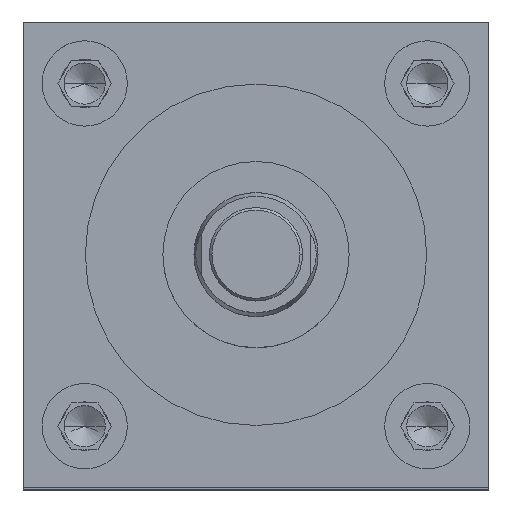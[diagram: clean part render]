
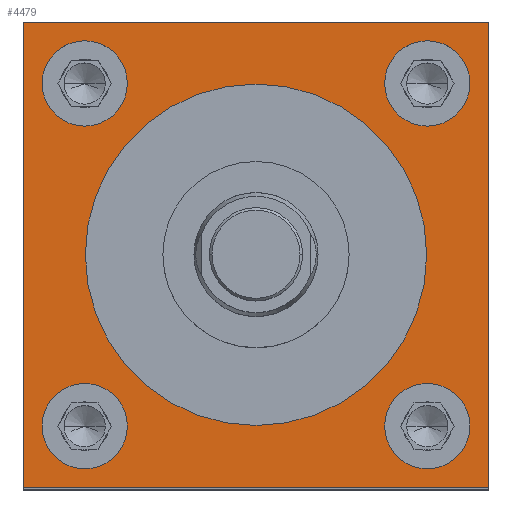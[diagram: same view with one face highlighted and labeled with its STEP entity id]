
A CAD part, top view. The second image highlights one B-rep face of the part: STEP entity #4479.
In plain terms, the highlighted planar face has unit normal (0, 0, 1).
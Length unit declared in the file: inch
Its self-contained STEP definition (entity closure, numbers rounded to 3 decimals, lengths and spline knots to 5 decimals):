
#88 = CIRCLE ( 'NONE', #3578, 0.3435 ) ;
#96 = CARTESIAN_POINT ( 'NONE',  ( -1.38, 1.38, 11.25 ) ) ;
#194 = CARTESIAN_POINT ( 'NONE',  ( -1.875, 1.875, 11.25 ) ) ;
#196 = DIRECTION ( 'NONE',  ( 0., 0., 1. ) ) ;
#218 = DIRECTION ( 'NONE',  ( 0., 0., 1. ) ) ;
#234 = VERTEX_POINT ( 'NONE', #1944 ) ;
#235 = CIRCLE ( 'NONE', #2634, 0.3435 ) ;
#307 = ORIENTED_EDGE ( 'NONE', *, *, #4739, .F. ) ;
#338 = ORIENTED_EDGE ( 'NONE', *, *, #3975, .T. ) ;
#378 = AXIS2_PLACEMENT_3D ( 'NONE', #4449, #5433, #1115 ) ;
#385 = ORIENTED_EDGE ( 'NONE', *, *, #1381, .F. ) ;
#411 = DIRECTION ( 'NONE',  ( 0., 0., 1. ) ) ;
#542 = CARTESIAN_POINT ( 'NONE',  ( -1.875, -1.875, 11.25 ) ) ;
#644 = EDGE_CURVE ( 'NONE', #4685, #4094, #4987, .T. ) ;
#652 = FACE_BOUND ( 'NONE', #781, .T. ) ;
#661 = VECTOR ( 'NONE', #968, 39.37008 ) ;
#745 = EDGE_CURVE ( 'NONE', #234, #4461, #5920, .T. ) ;
#781 = EDGE_LOOP ( 'NONE', ( #1936, #5408 ) ) ;
#817 = VERTEX_POINT ( 'NONE', #4957 ) ;
#939 = AXIS2_PLACEMENT_3D ( 'NONE', #1131, #5098, #3063 ) ;
#965 = DIRECTION ( 'NONE',  ( 0., 1., 0. ) ) ;
#968 = DIRECTION ( 'NONE',  ( 0., -1., 0. ) ) ;
#1044 = AXIS2_PLACEMENT_3D ( 'NONE', #1183, #218, #1160 ) ;
#1099 = CARTESIAN_POINT ( 'NONE',  ( 1.375, 0., 11.25 ) ) ;
#1103 = FACE_BOUND ( 'NONE', #2682, .T. ) ;
#1115 = DIRECTION ( 'NONE',  ( 1., 0., 0. ) ) ;
#1129 = AXIS2_PLACEMENT_3D ( 'NONE', #3390, #1360, #2898 ) ;
#1131 = CARTESIAN_POINT ( 'NONE',  ( -1.38, -1.38, 11.25 ) ) ;
#1138 = DIRECTION ( 'NONE',  ( 1., 0., 0. ) ) ;
#1141 = DIRECTION ( 'NONE',  ( 1., 0., 0. ) ) ;
#1160 = DIRECTION ( 'NONE',  ( 1., 0., 0. ) ) ;
#1183 = CARTESIAN_POINT ( 'NONE',  ( 0., 0., 11.25 ) ) ;
#1267 = ORIENTED_EDGE ( 'NONE', *, *, #4606, .F. ) ;
#1283 = EDGE_CURVE ( 'NONE', #5058, #234, #5266, .T. ) ;
#1320 = CARTESIAN_POINT ( 'NONE',  ( 1.7235, -1.38, 11.25 ) ) ;
#1360 = DIRECTION ( 'NONE',  ( 0., 0., 1. ) ) ;
#1361 = CARTESIAN_POINT ( 'NONE',  ( 1.38, 1.38, 11.25 ) ) ;
#1381 = EDGE_CURVE ( 'NONE', #5141, #1581, #5274, .T. ) ;
#1517 = CARTESIAN_POINT ( 'NONE',  ( -1.875, 1.875, 11.25 ) ) ;
#1555 = DIRECTION ( 'NONE',  ( 0., 0., 1. ) ) ;
#1563 = ORIENTED_EDGE ( 'NONE', *, *, #5587, .F. ) ;
#1572 = CARTESIAN_POINT ( 'NONE',  ( -1.875, 1.875, 11.25 ) ) ;
#1578 = EDGE_LOOP ( 'NONE', ( #5084, #3220 ) ) ;
#1581 = VERTEX_POINT ( 'NONE', #1320 ) ;
#1588 = EDGE_CURVE ( 'NONE', #817, #5665, #3040, .T. ) ;
#1667 = CARTESIAN_POINT ( 'NONE',  ( -1.0365, -1.38, 11.25 ) ) ;
#1745 = CIRCLE ( 'NONE', #1044, 1.375 ) ;
#1918 = VECTOR ( 'NONE', #1141, 39.37008 ) ;
#1936 = ORIENTED_EDGE ( 'NONE', *, *, #3042, .F. ) ;
#1944 = CARTESIAN_POINT ( 'NONE',  ( 1.875, 1.875, 11.25 ) ) ;
#1984 = CIRCLE ( 'NONE', #4825, 0.3435 ) ;
#2026 = DIRECTION ( 'NONE',  ( -1., 0., 0. ) ) ;
#2040 = AXIS2_PLACEMENT_3D ( 'NONE', #4565, #196, #1138 ) ;
#2061 = EDGE_CURVE ( 'NONE', #3252, #6159, #1984, .T. ) ;
#2082 = DIRECTION ( 'NONE',  ( 0., 0., 1. ) ) ;
#2182 = CARTESIAN_POINT ( 'NONE',  ( -1.875, -1.875, 11.25 ) ) ;
#2307 = CARTESIAN_POINT ( 'NONE',  ( -1.7235, 1.38, 11.25 ) ) ;
#2318 = DIRECTION ( 'NONE',  ( 1., 0., 0. ) ) ;
#2348 = DIRECTION ( 'NONE',  ( -1., 0., 0. ) ) ;
#2381 = ORIENTED_EDGE ( 'NONE', *, *, #3121, .T. ) ;
#2564 = PLANE ( 'NONE',  #5188 ) ;
#2634 = AXIS2_PLACEMENT_3D ( 'NONE', #5985, #4561, #6018 ) ;
#2682 = EDGE_LOOP ( 'NONE', ( #1563, #385 ) ) ;
#2856 = CARTESIAN_POINT ( 'NONE',  ( -1.875, -1.875, 11.25 ) ) ;
#2898 = DIRECTION ( 'NONE',  ( 1., 0., 0. ) ) ;
#2910 = CARTESIAN_POINT ( 'NONE',  ( -1.7235, -1.38, 11.25 ) ) ;
#3034 = FACE_BOUND ( 'NONE', #1578, .T. ) ;
#3040 = CIRCLE ( 'NONE', #5986, 0.3435 ) ;
#3042 = EDGE_CURVE ( 'NONE', #5884, #3870, #3082, .T. ) ;
#3063 = DIRECTION ( 'NONE',  ( 1., 0., 0. ) ) ;
#3082 = CIRCLE ( 'NONE', #3557, 1.375 ) ;
#3121 = EDGE_CURVE ( 'NONE', #4034, #5058, #5517, .T. ) ;
#3220 = ORIENTED_EDGE ( 'NONE', *, *, #2061, .F. ) ;
#3252 = VERTEX_POINT ( 'NONE', #2307 ) ;
#3390 = CARTESIAN_POINT ( 'NONE',  ( -1.38, -1.38, 11.25 ) ) ;
#3504 = CARTESIAN_POINT ( 'NONE',  ( -1.0365, 1.38, 11.25 ) ) ;
#3554 = EDGE_CURVE ( 'NONE', #6159, #3252, #235, .T. ) ;
#3557 = AXIS2_PLACEMENT_3D ( 'NONE', #4866, #1555, #3971 ) ;
#3578 = AXIS2_PLACEMENT_3D ( 'NONE', #5612, #5143, #2318 ) ;
#3686 = ORIENTED_EDGE ( 'NONE', *, *, #745, .T. ) ;
#3863 = CARTESIAN_POINT ( 'NONE',  ( 1.0365, 1.38, 11.25 ) ) ;
#3870 = VERTEX_POINT ( 'NONE', #4459 ) ;
#3971 = DIRECTION ( 'NONE',  ( 1., 0., 0. ) ) ;
#3975 = EDGE_CURVE ( 'NONE', #4461, #4034, #5643, .T. ) ;
#4022 = DIRECTION ( 'NONE',  ( 1., 0., 0. ) ) ;
#4034 = VERTEX_POINT ( 'NONE', #542 ) ;
#4094 = VERTEX_POINT ( 'NONE', #2910 ) ;
#4200 = EDGE_LOOP ( 'NONE', ( #5264, #307 ) ) ;
#4449 = CARTESIAN_POINT ( 'NONE',  ( 1.38, -1.38, 11.25 ) ) ;
#4459 = CARTESIAN_POINT ( 'NONE',  ( -1.375, 0., 11.25 ) ) ;
#4461 = VERTEX_POINT ( 'NONE', #1517 ) ;
#4479 = ADVANCED_FACE ( 'NONE', ( #1103, #5928, #5449, #3034, #652, #4986 ), #2564, .F. ) ;
#4561 = DIRECTION ( 'NONE',  ( 0., 0., 1. ) ) ;
#4565 = CARTESIAN_POINT ( 'NONE',  ( 1.38, -1.38, 11.25 ) ) ;
#4606 = EDGE_CURVE ( 'NONE', #5665, #817, #88, .T. ) ;
#4668 = DIRECTION ( 'NONE',  ( 0., 0., -1. ) ) ;
#4685 = VERTEX_POINT ( 'NONE', #1667 ) ;
#4731 = EDGE_CURVE ( 'NONE', #3870, #5884, #1745, .T. ) ;
#4739 = EDGE_CURVE ( 'NONE', #4094, #4685, #5398, .T. ) ;
#4757 = VECTOR ( 'NONE', #965, 39.37008 ) ;
#4825 = AXIS2_PLACEMENT_3D ( 'NONE', #96, #2082, #4022 ) ;
#4866 = CARTESIAN_POINT ( 'NONE',  ( 0., 0., 11.25 ) ) ;
#4957 = CARTESIAN_POINT ( 'NONE',  ( 1.7235, 1.38, 11.25 ) ) ;
#4986 = FACE_OUTER_BOUND ( 'NONE', #5016, .T. ) ;
#4987 = CIRCLE ( 'NONE', #1129, 0.3435 ) ;
#5016 = EDGE_LOOP ( 'NONE', ( #338, #2381, #5652, #3686 ) ) ;
#5058 = VERTEX_POINT ( 'NONE', #6034 ) ;
#5084 = ORIENTED_EDGE ( 'NONE', *, *, #3554, .F. ) ;
#5086 = EDGE_LOOP ( 'NONE', ( #6144, #1267 ) ) ;
#5098 = DIRECTION ( 'NONE',  ( 0., 0., 1. ) ) ;
#5141 = VERTEX_POINT ( 'NONE', #5913 ) ;
#5143 = DIRECTION ( 'NONE',  ( 0., 0., 1. ) ) ;
#5188 = AXIS2_PLACEMENT_3D ( 'NONE', #194, #4668, #2348 ) ;
#5264 = ORIENTED_EDGE ( 'NONE', *, *, #644, .F. ) ;
#5266 = LINE ( 'NONE', #5895, #4757 ) ;
#5274 = CIRCLE ( 'NONE', #2040, 0.3435 ) ;
#5283 = VECTOR ( 'NONE', #2026, 39.37008 ) ;
#5398 = CIRCLE ( 'NONE', #939, 0.3435 ) ;
#5408 = ORIENTED_EDGE ( 'NONE', *, *, #4731, .F. ) ;
#5433 = DIRECTION ( 'NONE',  ( 0., 0., 1. ) ) ;
#5449 = FACE_BOUND ( 'NONE', #4200, .T. ) ;
#5517 = LINE ( 'NONE', #2182, #1918 ) ;
#5587 = EDGE_CURVE ( 'NONE', #1581, #5141, #5804, .T. ) ;
#5612 = CARTESIAN_POINT ( 'NONE',  ( 1.38, 1.38, 11.25 ) ) ;
#5643 = LINE ( 'NONE', #2856, #661 ) ;
#5652 = ORIENTED_EDGE ( 'NONE', *, *, #1283, .T. ) ;
#5665 = VERTEX_POINT ( 'NONE', #3863 ) ;
#5804 = CIRCLE ( 'NONE', #378, 0.3435 ) ;
#5884 = VERTEX_POINT ( 'NONE', #1099 ) ;
#5895 = CARTESIAN_POINT ( 'NONE',  ( 1.875, -1.875, 11.25 ) ) ;
#5913 = CARTESIAN_POINT ( 'NONE',  ( 1.0365, -1.38, 11.25 ) ) ;
#5920 = LINE ( 'NONE', #1572, #5283 ) ;
#5928 = FACE_BOUND ( 'NONE', #5086, .T. ) ;
#5985 = CARTESIAN_POINT ( 'NONE',  ( -1.38, 1.38, 11.25 ) ) ;
#5986 = AXIS2_PLACEMENT_3D ( 'NONE', #1361, #411, #6110 ) ;
#6018 = DIRECTION ( 'NONE',  ( 1., 0., 0. ) ) ;
#6034 = CARTESIAN_POINT ( 'NONE',  ( 1.875, -1.875, 11.25 ) ) ;
#6110 = DIRECTION ( 'NONE',  ( 1., 0., 0. ) ) ;
#6144 = ORIENTED_EDGE ( 'NONE', *, *, #1588, .F. ) ;
#6159 = VERTEX_POINT ( 'NONE', #3504 ) ;
